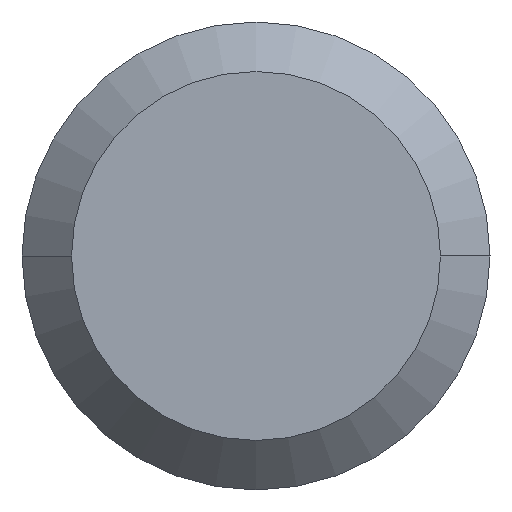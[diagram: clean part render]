
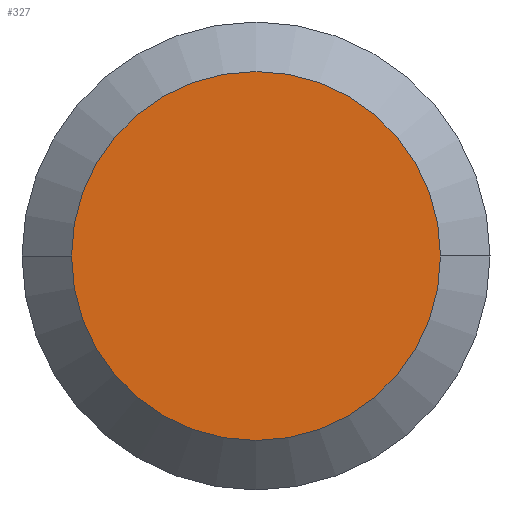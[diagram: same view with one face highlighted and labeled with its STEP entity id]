
A CAD part, left-side view. The second image highlights one B-rep face of the part: STEP entity #327.
In plain terms, the highlighted planar face has unit normal (-1, 0, 0).
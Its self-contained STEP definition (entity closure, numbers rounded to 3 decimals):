
#25 = AXIS2_PLACEMENT_3D ( 'NONE', #309, #374, #86 ) ;
#59 = ORIENTED_EDGE ( 'NONE', *, *, #376, .F. ) ;
#61 = VERTEX_POINT ( 'NONE', #202 ) ;
#81 = DIRECTION ( 'NONE',  ( 0., -1., 0. ) ) ;
#86 = DIRECTION ( 'NONE',  ( 0., 1., 0. ) ) ;
#141 = FACE_OUTER_BOUND ( 'NONE', #171, .T. ) ;
#150 = CARTESIAN_POINT ( 'NONE',  ( 0., 0., 0. ) ) ;
#153 = ORIENTED_EDGE ( 'NONE', *, *, #295, .F. ) ;
#171 = EDGE_LOOP ( 'NONE', ( #153, #59 ) ) ;
#178 = AXIS2_PLACEMENT_3D ( 'NONE', #194, #288, #380 ) ;
#181 = VERTEX_POINT ( 'NONE', #336 ) ;
#194 = CARTESIAN_POINT ( 'NONE',  ( 0., 0., 0. ) ) ;
#202 = CARTESIAN_POINT ( 'NONE',  ( 0., 2.365, 0. ) ) ;
#215 = PLANE ( 'NONE',  #302 ) ;
#238 = CIRCLE ( 'NONE', #25, 2.365 ) ;
#241 = CIRCLE ( 'NONE', #178, 2.365 ) ;
#288 = DIRECTION ( 'NONE',  ( 1., 0., 0. ) ) ;
#295 = EDGE_CURVE ( 'NONE', #61, #181, #238, .T. ) ;
#302 = AXIS2_PLACEMENT_3D ( 'NONE', #150, #370, #81 ) ;
#309 = CARTESIAN_POINT ( 'NONE',  ( 0., 0., 0. ) ) ;
#327 = ADVANCED_FACE ( 'NONE', ( #141 ), #215, .T. ) ;
#336 = CARTESIAN_POINT ( 'NONE',  ( 0., -2.365, 0. ) ) ;
#370 = DIRECTION ( 'NONE',  ( -1., 0., 0. ) ) ;
#374 = DIRECTION ( 'NONE',  ( 1., 0., 0. ) ) ;
#376 = EDGE_CURVE ( 'NONE', #181, #61, #241, .T. ) ;
#380 = DIRECTION ( 'NONE',  ( 0., 1., 0. ) ) ;
